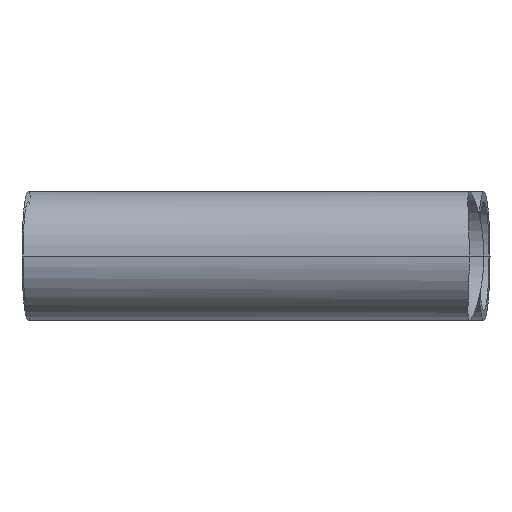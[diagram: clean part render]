
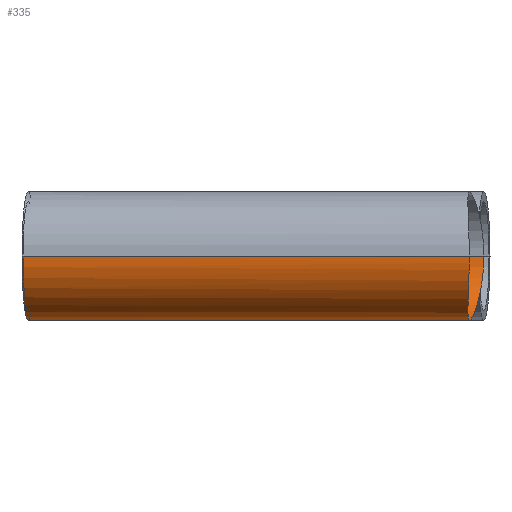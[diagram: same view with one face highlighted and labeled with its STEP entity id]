
A CAD part, left-side view. The second image highlights one B-rep face of the part: STEP entity #335.
In plain terms, the highlighted cylindrical face has radius 2.5 mm (diameter 5 mm), a partial arc.
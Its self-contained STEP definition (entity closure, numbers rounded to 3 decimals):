
#335 = ADVANCED_FACE('',(#336),#350,.F.);
#336 = FACE_BOUND('',#337,.F.);
#337 = EDGE_LOOP('',(#338,#373,#402,#425,#445));
#338 = ORIENTED_EDGE('',*,*,#339,.T.);
#339 = EDGE_CURVE('',#340,#342,#344,.T.);
#340 = VERTEX_POINT('',#341);
#341 = CARTESIAN_POINT('',(-277.5,-34.911,0.));
#342 = VERTEX_POINT('',#343);
#343 = CARTESIAN_POINT('',(-277.5,-17.5,0.));
#344 = SURFACE_CURVE('',#345,(#349,#361),.PCURVE_S1.);
#345 = LINE('',#346,#347);
#346 = CARTESIAN_POINT('',(-277.5,-34.911,0.));
#347 = VECTOR('',#348,1.);
#348 = DIRECTION('',(0.,1.,0.));
#349 = PCURVE('',#350,#355);
#350 = CYLINDRICAL_SURFACE('',#351,2.5);
#351 = AXIS2_PLACEMENT_3D('',#352,#353,#354);
#352 = CARTESIAN_POINT('',(-275.,45.85,0.));
#353 = DIRECTION('',(0.,-1.,0.));
#354 = DIRECTION('',(-1.,0.,0.));
#355 = DEFINITIONAL_REPRESENTATION('',(#356),#360);
#356 = LINE('',#357,#358);
#357 = CARTESIAN_POINT('',(0.,80.761));
#358 = VECTOR('',#359,1.);
#359 = DIRECTION('',(0.,-1.));
#360 = ( GEOMETRIC_REPRESENTATION_CONTEXT(2) 
PARAMETRIC_REPRESENTATION_CONTEXT() REPRESENTATION_CONTEXT('2D SPACE',''
  ) );
#361 = PCURVE('',#362,#367);
#362 = CYLINDRICAL_SURFACE('',#363,2.5);
#363 = AXIS2_PLACEMENT_3D('',#364,#365,#366);
#364 = CARTESIAN_POINT('',(-275.,45.85,0.));
#365 = DIRECTION('',(0.,-1.,0.));
#366 = DIRECTION('',(-1.,0.,0.));
#367 = DEFINITIONAL_REPRESENTATION('',(#368),#372);
#368 = LINE('',#369,#370);
#369 = CARTESIAN_POINT('',(6.283,80.761));
#370 = VECTOR('',#371,1.);
#371 = DIRECTION('',(0.,-1.));
#372 = ( GEOMETRIC_REPRESENTATION_CONTEXT(2) 
PARAMETRIC_REPRESENTATION_CONTEXT() REPRESENTATION_CONTEXT('2D SPACE',''
  ) );
#373 = ORIENTED_EDGE('',*,*,#374,.T.);
#374 = EDGE_CURVE('',#342,#375,#377,.T.);
#375 = VERTEX_POINT('',#376);
#376 = CARTESIAN_POINT('',(-272.5,-17.5,0.));
#377 = SURFACE_CURVE('',#378,(#383,#390),.PCURVE_S1.);
#378 = CIRCLE('',#379,2.5);
#379 = AXIS2_PLACEMENT_3D('',#380,#381,#382);
#380 = CARTESIAN_POINT('',(-275.,-17.5,0.));
#381 = DIRECTION('',(0.,-1.,0.));
#382 = DIRECTION('',(-1.,0.,0.));
#383 = PCURVE('',#350,#384);
#384 = DEFINITIONAL_REPRESENTATION('',(#385),#389);
#385 = LINE('',#386,#387);
#386 = CARTESIAN_POINT('',(0.,63.35));
#387 = VECTOR('',#388,1.);
#388 = DIRECTION('',(1.,0.));
#389 = ( GEOMETRIC_REPRESENTATION_CONTEXT(2) 
PARAMETRIC_REPRESENTATION_CONTEXT() REPRESENTATION_CONTEXT('2D SPACE',''
  ) );
#390 = PCURVE('',#391,#396);
#391 = PLANE('',#392);
#392 = AXIS2_PLACEMENT_3D('',#393,#394,#395);
#393 = CARTESIAN_POINT('',(-275.,-17.5,0.));
#394 = DIRECTION('',(0.,-1.,0.));
#395 = DIRECTION('',(-1.,0.,0.));
#396 = DEFINITIONAL_REPRESENTATION('',(#397),#401);
#397 = CIRCLE('',#398,2.5);
#398 = AXIS2_PLACEMENT_2D('',#399,#400);
#399 = CARTESIAN_POINT('',(0.,0.));
#400 = DIRECTION('',(1.,0.));
#401 = ( GEOMETRIC_REPRESENTATION_CONTEXT(2) 
PARAMETRIC_REPRESENTATION_CONTEXT() REPRESENTATION_CONTEXT('2D SPACE',''
  ) );
#402 = ORIENTED_EDGE('',*,*,#403,.F.);
#403 = EDGE_CURVE('',#404,#375,#406,.T.);
#404 = VERTEX_POINT('',#405);
#405 = CARTESIAN_POINT('',(-272.5,-35.,0.));
#406 = SURFACE_CURVE('',#407,(#411,#418),.PCURVE_S1.);
#407 = LINE('',#408,#409);
#408 = CARTESIAN_POINT('',(-272.5,-35.,0.));
#409 = VECTOR('',#410,1.);
#410 = DIRECTION('',(0.,1.,0.));
#411 = PCURVE('',#350,#412);
#412 = DEFINITIONAL_REPRESENTATION('',(#413),#417);
#413 = LINE('',#414,#415);
#414 = CARTESIAN_POINT('',(3.142,80.85));
#415 = VECTOR('',#416,1.);
#416 = DIRECTION('',(0.,-1.));
#417 = ( GEOMETRIC_REPRESENTATION_CONTEXT(2) 
PARAMETRIC_REPRESENTATION_CONTEXT() REPRESENTATION_CONTEXT('2D SPACE',''
  ) );
#418 = PCURVE('',#362,#419);
#419 = DEFINITIONAL_REPRESENTATION('',(#420),#424);
#420 = LINE('',#421,#422);
#421 = CARTESIAN_POINT('',(3.142,80.85));
#422 = VECTOR('',#423,1.);
#423 = DIRECTION('',(0.,-1.));
#424 = ( GEOMETRIC_REPRESENTATION_CONTEXT(2) 
PARAMETRIC_REPRESENTATION_CONTEXT() REPRESENTATION_CONTEXT('2D SPACE',''
  ) );
#425 = ORIENTED_EDGE('',*,*,#426,.T.);
#426 = EDGE_CURVE('',#404,#427,#429,.T.);
#427 = VERTEX_POINT('',#428);
#428 = CARTESIAN_POINT('',(-275.,-34.682,-2.5));
#429 = SURFACE_CURVE('',#430,(#439),.PCURVE_S1.);
#430 = B_SPLINE_CURVE_WITH_KNOTS('',3,(#431,#432,#433,#434,#435,#436,
    #437,#438),.UNSPECIFIED.,.F.,.F.,(4,1,1,1,1,4),(0.,0.2,0.4,0.6,0.8,
    1.),.QUASI_UNIFORM_KNOTS.);
#431 = CARTESIAN_POINT('',(-272.5,-35.,0.));
#432 = CARTESIAN_POINT('',(-272.5,-35.,-0.257));
#433 = CARTESIAN_POINT('',(-272.58,-34.98,
    -0.774));
#434 = CARTESIAN_POINT('',(-272.936,-34.897,
    -1.482));
#435 = CARTESIAN_POINT('',(-273.487,-34.793,
    -2.041));
#436 = CARTESIAN_POINT('',(-274.19,-34.706,
    -2.41));
#437 = CARTESIAN_POINT('',(-274.728,-34.682,-2.5));
#438 = CARTESIAN_POINT('',(-275.,-34.682,-2.5));
#439 = PCURVE('',#350,#440);
#440 = DEFINITIONAL_REPRESENTATION('',(#441),#444);
#441 = B_SPLINE_CURVE_WITH_KNOTS('',1,(#442,#443),.UNSPECIFIED.,.F.,.F.,
  (2,2),(0.,1.),.PIECEWISE_BEZIER_KNOTS.);
#442 = CARTESIAN_POINT('',(3.142,80.85));
#443 = CARTESIAN_POINT('',(1.571,80.532));
#444 = ( GEOMETRIC_REPRESENTATION_CONTEXT(2) 
PARAMETRIC_REPRESENTATION_CONTEXT() REPRESENTATION_CONTEXT('2D SPACE',''
  ) );
#445 = ORIENTED_EDGE('',*,*,#446,.T.);
#446 = EDGE_CURVE('',#427,#340,#447,.T.);
#447 = SURFACE_CURVE('',#448,(#456),.PCURVE_S1.);
#448 = B_SPLINE_CURVE_WITH_KNOTS('',3,(#449,#450,#451,#452,#453,#454,
    #455),.UNSPECIFIED.,.F.,.F.,(4,1,1,1,4),(0.,0.25,0.5,0.75,1.),
  .QUASI_UNIFORM_KNOTS.);
#449 = CARTESIAN_POINT('',(-275.,-34.682,-2.5));
#450 = CARTESIAN_POINT('',(-275.324,-34.682,-2.5));
#451 = CARTESIAN_POINT('',(-275.974,-34.707,
    -2.373));
#452 = CARTESIAN_POINT('',(-276.808,-34.797,
    -1.82));
#453 = CARTESIAN_POINT('',(-277.37,-34.887,
    -0.982));
#454 = CARTESIAN_POINT('',(-277.5,-34.911,-0.327));
#455 = CARTESIAN_POINT('',(-277.5,-34.911,0.));
#456 = PCURVE('',#350,#457);
#457 = DEFINITIONAL_REPRESENTATION('',(#458),#461);
#458 = B_SPLINE_CURVE_WITH_KNOTS('',1,(#459,#460),.UNSPECIFIED.,.F.,.F.,
  (2,2),(0.,1.),.PIECEWISE_BEZIER_KNOTS.);
#459 = CARTESIAN_POINT('',(1.571,80.532));
#460 = CARTESIAN_POINT('',(0.,80.761));
#461 = ( GEOMETRIC_REPRESENTATION_CONTEXT(2) 
PARAMETRIC_REPRESENTATION_CONTEXT() REPRESENTATION_CONTEXT('2D SPACE',''
  ) );
